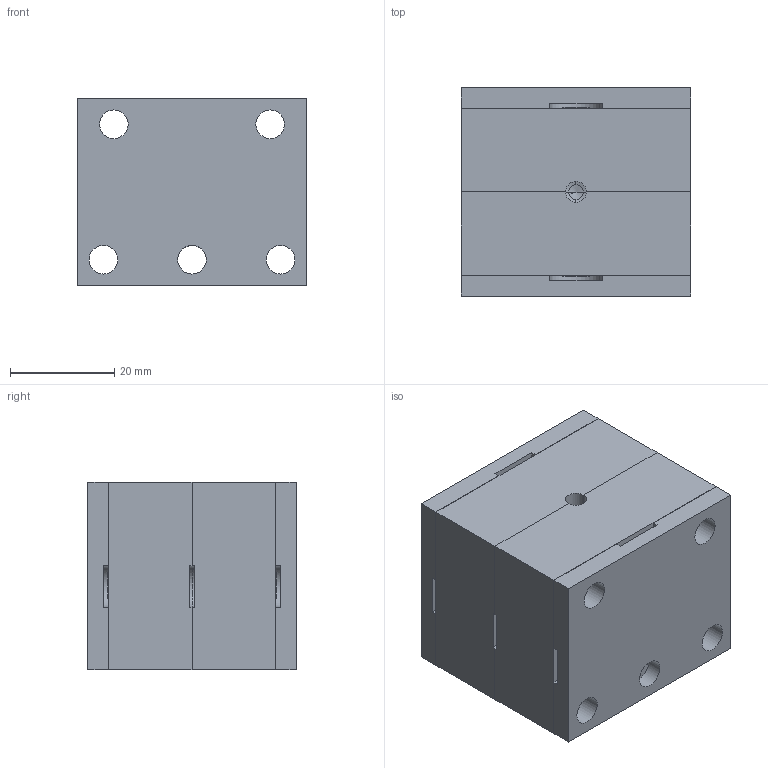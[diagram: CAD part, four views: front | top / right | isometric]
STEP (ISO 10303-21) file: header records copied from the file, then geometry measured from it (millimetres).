
FILE_DESCRIPTION(/* description */ (''),/* implementation_level */ '2;1');
FILE_NAME(/* name */ 'koma.step',/* time_stamp */ '2022-06-28T10:54:49+09:00',/* author */ (''),/* organization */ (''),/* preprocessor_version */ 'ST-DEVELOPER v19',/* originating_system */ 'Autodesk Translation Framework v11.7.0.108',/* authorisation */ '');
FILE_SCHEMA (('AUTOMOTIVE_DESIGN { 1 0 10303 214 3 1 1 }'));
Length unit declared in the file: millimetre
Products named in the file (1): koma
Bounding box: 44 x 40 x 36 mm (x, y, z)
Volume: 52815.7 mm3; surface area: 23023.3 mm2
Topology: 4 solids, 4 shells, 182 faces, 530 edges, 350 vertices
Faces by surface type: plane 70, cylinder 66, torus 24, bspline 20, cone 2
Full cylindrical faces by diameter (mm): 3.2 x2, 3.6 x2, 5.5 x20
Entity records: 7301 total; most frequent: CARTESIAN_POINT 2429, ORIENTED_EDGE 1056, DIRECTION 976, EDGE_CURVE 528, AXIS2_PLACEMENT_3D 377, VERTEX_POINT 350, EDGE_LOOP 222, LINE 222
